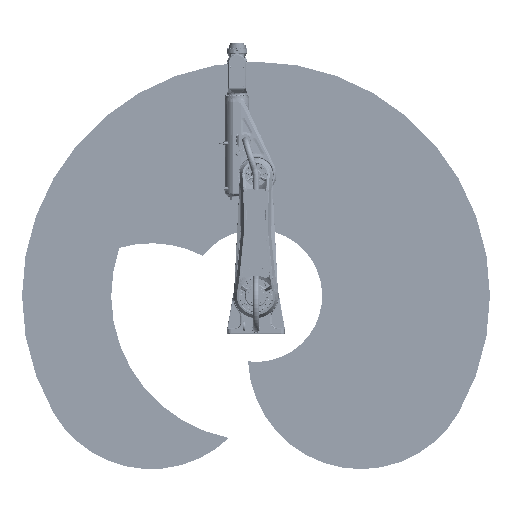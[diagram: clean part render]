
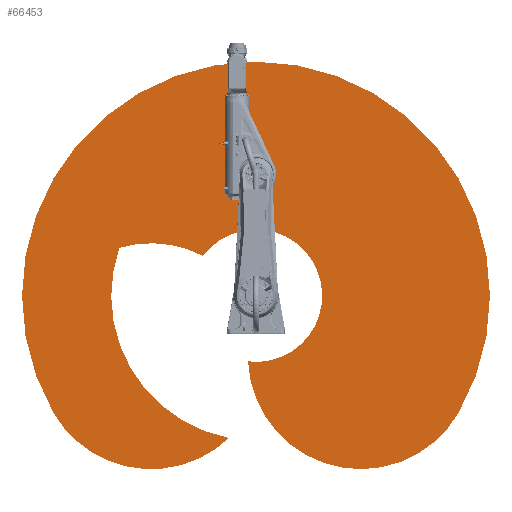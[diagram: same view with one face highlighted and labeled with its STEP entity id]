
A CAD part, front view. The second image highlights one B-rep face of the part: STEP entity #66453.
In plain terms, the highlighted face is planar.
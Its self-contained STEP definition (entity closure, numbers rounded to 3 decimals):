
#15423=FACE_OUTER_BOUND('',#20590,.T.);
#20590=EDGE_LOOP('',(#57087,#57088,#57089,#57090,#57091,#57092));
#24605=CIRCLE('',#74026,1546.539);
#24606=CIRCLE('',#74028,746.539);
#24607=CIRCLE('',#74030,437.585);
#24608=CIRCLE('',#74032,746.539);
#24609=CIRCLE('',#74034,956.903);
#24610=CIRCLE('',#74036,746.539);
#30467=VERTEX_POINT('',#214732);
#30468=VERTEX_POINT('',#214734);
#30469=VERTEX_POINT('',#214738);
#30470=VERTEX_POINT('',#214742);
#30471=VERTEX_POINT('',#214746);
#30472=VERTEX_POINT('',#214750);
#39344=EDGE_CURVE('',#30468,#30467,#24605,.T.);
#39346=EDGE_CURVE('',#30469,#30468,#24606,.T.);
#39348=EDGE_CURVE('',#30470,#30469,#24607,.T.);
#39350=EDGE_CURVE('',#30471,#30470,#24608,.T.);
#39352=EDGE_CURVE('',#30472,#30471,#24609,.T.);
#39354=EDGE_CURVE('',#30467,#30472,#24610,.T.);
#57087=ORIENTED_EDGE('',*,*,#39354,.T.);
#57088=ORIENTED_EDGE('',*,*,#39352,.T.);
#57089=ORIENTED_EDGE('',*,*,#39350,.T.);
#57090=ORIENTED_EDGE('',*,*,#39348,.T.);
#57091=ORIENTED_EDGE('',*,*,#39346,.T.);
#57092=ORIENTED_EDGE('',*,*,#39344,.T.);
#58366=PLANE('',#74037);
#66453=ADVANCED_FACE('',(#15423),#58366,.T.);
#74026=AXIS2_PLACEMENT_3D('',#214735,#91141,#91142);
#74028=AXIS2_PLACEMENT_3D('',#214739,#91146,#91147);
#74030=AXIS2_PLACEMENT_3D('',#214743,#91151,#91152);
#74032=AXIS2_PLACEMENT_3D('',#214747,#91156,#91157);
#74034=AXIS2_PLACEMENT_3D('',#214751,#91161,#91162);
#74036=AXIS2_PLACEMENT_3D('',#214754,#91166,#91167);
#74037=AXIS2_PLACEMENT_3D('',#214755,#91168,#91169);
#91141=DIRECTION('center_axis',(0.,0.,1.));
#91142=DIRECTION('ref_axis',(-0.5,-0.866,0.));
#91146=DIRECTION('center_axis',(0.,0.,1.));
#91147=DIRECTION('ref_axis',(-0.046,0.999,0.));
#91151=DIRECTION('center_axis',(0.,0.,-1.));
#91152=DIRECTION('ref_axis',(0.993,-0.121,0.));
#91156=DIRECTION('center_axis',(0.,0.,-1.));
#91157=DIRECTION('ref_axis',(-0.888,0.46,0.));
#91161=DIRECTION('center_axis',(0.,0.,-1.));
#91162=DIRECTION('ref_axis',(-0.331,-0.944,0.));
#91166=DIRECTION('center_axis',(0.,0.,1.));
#91167=DIRECTION('ref_axis',(-0.5,0.866,0.));
#91168=DIRECTION('center_axis',(0.,0.,1.));
#91169=DIRECTION('ref_axis',(1.,0.,0.));
#214732=CARTESIAN_POINT('',(-773.27,1339.342,0.5));
#214734=CARTESIAN_POINT('',(-773.27,-1339.342,0.5));
#214735=CARTESIAN_POINT('Origin',(0.,0.,0.5));
#214738=CARTESIAN_POINT('',(-434.372,52.927,0.5));
#214739=CARTESIAN_POINT('Origin',(-400.,-692.82,0.5));
#214742=CARTESIAN_POINT('',(263.023,349.714,0.5));
#214743=CARTESIAN_POINT('Origin',(0.,0.,0.5));
#214746=CARTESIAN_POINT('',(316.309,903.112,0.5));
#214747=CARTESIAN_POINT('Origin',(-400.,692.82,0.5));
#214750=CARTESIAN_POINT('',(-940.273,177.625,0.5));
#214751=CARTESIAN_POINT('Origin',(0.,0.,0.5));
#214754=CARTESIAN_POINT('Origin',(-400.,692.82,0.5));
#214755=CARTESIAN_POINT('Origin',(39.773,89.517,0.5));
